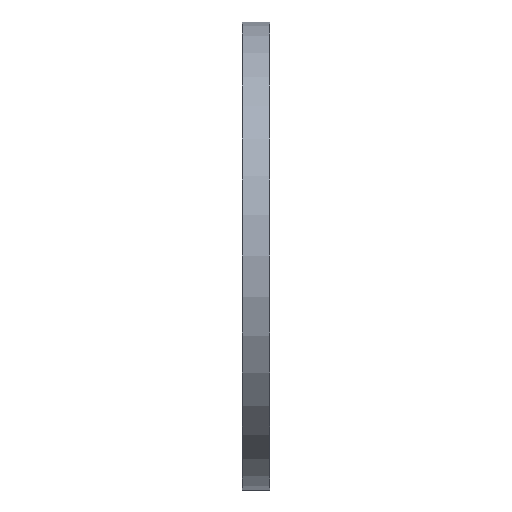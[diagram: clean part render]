
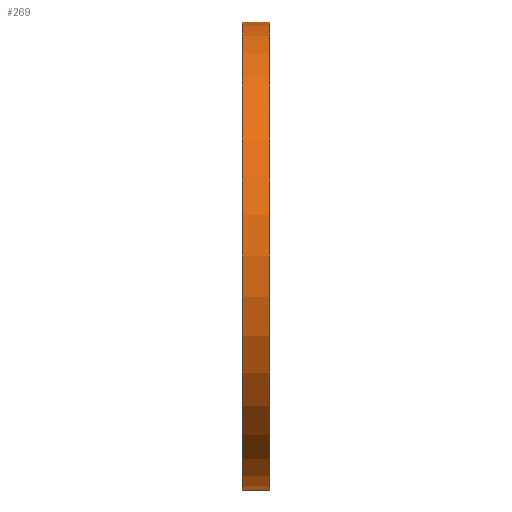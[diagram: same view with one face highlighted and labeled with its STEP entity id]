
A CAD part, left-side view. The second image highlights one B-rep face of the part: STEP entity #269.
In plain terms, the highlighted cylindrical face has radius 252.5 mm (diameter 505 mm), a partial arc.
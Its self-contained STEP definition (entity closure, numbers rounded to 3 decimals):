
#6 = LINE ( 'NONE', #917, #1376 ) ;
#10 = ORIENTED_EDGE ( 'NONE', *, *, #1338, .F. ) ;
#51 = CARTESIAN_POINT ( 'NONE',  ( 0., 0., -252.5 ) ) ;
#97 = VERTEX_POINT ( 'NONE', #760 ) ;
#101 = FACE_OUTER_BOUND ( 'NONE', #557, .T. ) ;
#183 = VERTEX_POINT ( 'NONE', #739 ) ;
#194 = CIRCLE ( 'NONE', #522, 252.5 ) ;
#269 = ADVANCED_FACE ( 'NONE', ( #101 ), #549, .T. ) ;
#276 = AXIS2_PLACEMENT_3D ( 'NONE', #1476, #1469, #439 ) ;
#314 = CARTESIAN_POINT ( 'NONE',  ( 0., 34.695, 252.5 ) ) ;
#364 = DIRECTION ( 'NONE',  ( 0., 0., 1. ) ) ;
#372 = EDGE_CURVE ( 'NONE', #1016, #730, #194, .T. ) ;
#390 = DIRECTION ( 'NONE',  ( 0., 0., 1. ) ) ;
#402 = CARTESIAN_POINT ( 'NONE',  ( 0., 30., 0. ) ) ;
#439 = DIRECTION ( 'NONE',  ( 0., 0., 1. ) ) ;
#447 = ORIENTED_EDGE ( 'NONE', *, *, #466, .F. ) ;
#466 = EDGE_CURVE ( 'NONE', #97, #183, #569, .T. ) ;
#522 = AXIS2_PLACEMENT_3D ( 'NONE', #1405, #722, #364 ) ;
#549 = CYLINDRICAL_SURFACE ( 'NONE', #276, 252.5 ) ;
#557 = EDGE_LOOP ( 'NONE', ( #10, #669, #887, #447 ) ) ;
#569 = CIRCLE ( 'NONE', #667, 252.5 ) ;
#667 = AXIS2_PLACEMENT_3D ( 'NONE', #402, #1117, #390 ) ;
#669 = ORIENTED_EDGE ( 'NONE', *, *, #372, .T. ) ;
#722 = DIRECTION ( 'NONE',  ( 0., 1., 0. ) ) ;
#730 = VERTEX_POINT ( 'NONE', #1430 ) ;
#739 = CARTESIAN_POINT ( 'NONE',  ( 0., 30., 252.5 ) ) ;
#760 = CARTESIAN_POINT ( 'NONE',  ( 0., 30., -252.5 ) ) ;
#777 = VECTOR ( 'NONE', #1353, 1000. ) ;
#887 = ORIENTED_EDGE ( 'NONE', *, *, #1131, .T. ) ;
#890 = LINE ( 'NONE', #314, #777 ) ;
#917 = CARTESIAN_POINT ( 'NONE',  ( 0., 34.695, -252.5 ) ) ;
#1016 = VERTEX_POINT ( 'NONE', #51 ) ;
#1117 = DIRECTION ( 'NONE',  ( 0., 1., 0. ) ) ;
#1131 = EDGE_CURVE ( 'NONE', #730, #183, #890, .T. ) ;
#1338 = EDGE_CURVE ( 'NONE', #1016, #97, #6, .T. ) ;
#1353 = DIRECTION ( 'NONE',  ( 0., 1., 0. ) ) ;
#1371 = DIRECTION ( 'NONE',  ( 0., 1., 0. ) ) ;
#1376 = VECTOR ( 'NONE', #1371, 1000. ) ;
#1405 = CARTESIAN_POINT ( 'NONE',  ( 0., 0., 0. ) ) ;
#1430 = CARTESIAN_POINT ( 'NONE',  ( 0., 0., 252.5 ) ) ;
#1469 = DIRECTION ( 'NONE',  ( 0., 1., 0. ) ) ;
#1476 = CARTESIAN_POINT ( 'NONE',  ( 0., 34.695, 0. ) ) ;
